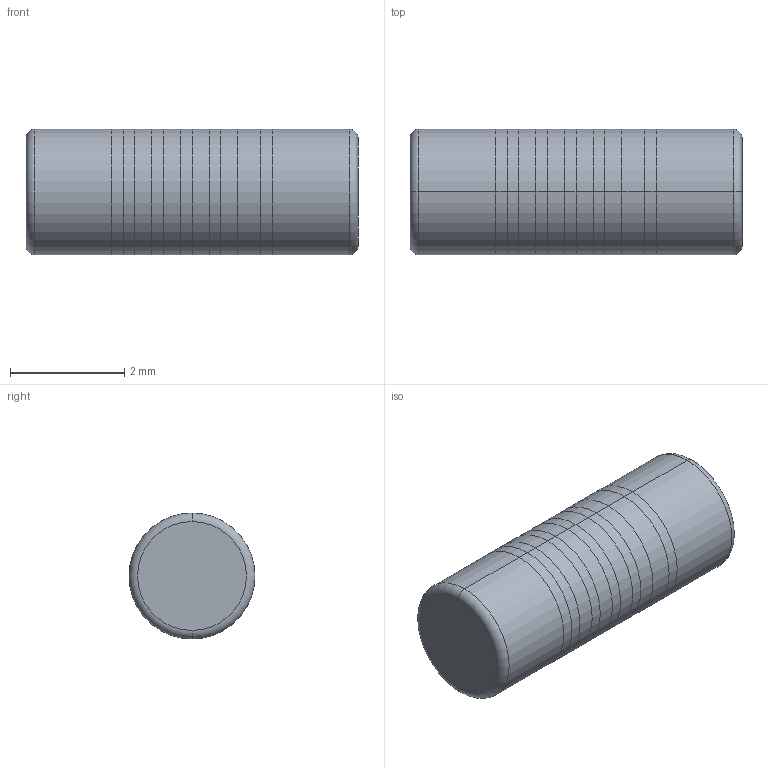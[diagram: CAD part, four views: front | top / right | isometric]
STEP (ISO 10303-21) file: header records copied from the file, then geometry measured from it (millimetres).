
FILE_DESCRIPTION((''),'2;1');
FILE_NAME('RESMELF5822N.stp','2011-07-22T19:39:09',(''),(''),'Mechanical Desktop 2011','Mechanical Desktop 2011',', , ');
FILE_SCHEMA(('AUTOMOTIVE_DESIGN { 1 2 10303 214 1 1 1 1 }'));
Length unit declared in the file: millimetre
Products named in the file (1): Product
Bounding box: 5.8 x 2.2 x 2.2 mm (x, y, z)
Volume: 22 mm3; surface area: 138 mm2
Topology: 13 solids, 13 shells, 56 faces, 86 edges, 56 vertices
Faces by surface type: cylinder 26, plane 24, torus 4, bspline 2
Entity records: 1346 total; most frequent: DIRECTION 256, CARTESIAN_POINT 205, ORIENTED_EDGE 172, AXIS2_PLACEMENT_3D 115, EDGE_CURVE 86, CIRCLE 60, VERTEX_POINT 56, EDGE_LOOP 56
